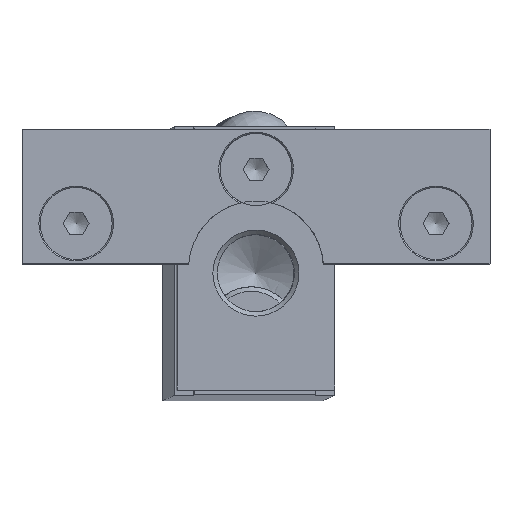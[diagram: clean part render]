
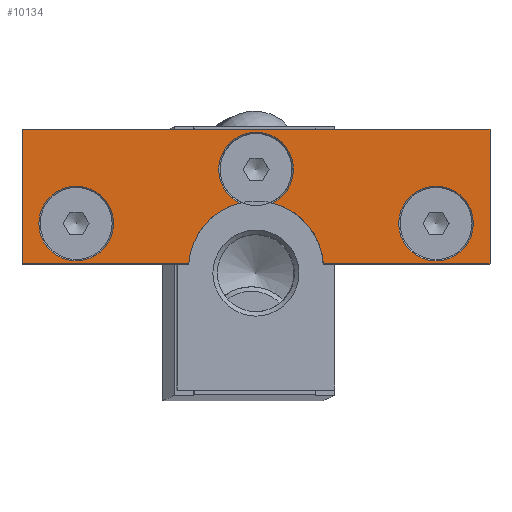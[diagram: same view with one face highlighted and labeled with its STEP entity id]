
A CAD part, top view. The second image highlights one B-rep face of the part: STEP entity #10134.
In plain terms, the highlighted planar face has unit normal (0.004, 0, 1).
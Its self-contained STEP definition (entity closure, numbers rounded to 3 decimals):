
#308=FACE_BOUND('',#2507,.T.);
#309=FACE_BOUND('',#2508,.T.);
#509=PLANE('',#11146);
#837=LINE('',#17304,#1295);
#838=LINE('',#17306,#1296);
#839=LINE('',#17308,#1297);
#840=LINE('',#17310,#1298);
#841=LINE('',#17311,#1299);
#1295=VECTOR('',#13382,10.);
#1296=VECTOR('',#13383,10.);
#1297=VECTOR('',#13384,10.);
#1298=VECTOR('',#13385,10.);
#1299=VECTOR('',#13386,10.);
#1972=FACE_OUTER_BOUND('',#2506,.T.);
#2506=EDGE_LOOP('',(#7591,#7592,#7593,#7594,#7595,#7596,#7597,#7598));
#2507=EDGE_LOOP('',(#7599));
#2508=EDGE_LOOP('',(#7600));
#3266=CIRCLE('',#11113,7.5);
#3268=CIRCLE('',#11115,7.5);
#3282=CIRCLE('',#11145,4.15);
#3283=CIRCLE('',#11147,4.15);
#3284=CIRCLE('',#11148,4.15);
#4242=VERTEX_POINT('',#17169);
#4243=VERTEX_POINT('',#17174);
#4246=VERTEX_POINT('',#17180);
#4247=VERTEX_POINT('',#17182);
#4283=VERTEX_POINT('',#17298);
#4284=VERTEX_POINT('',#17303);
#4285=VERTEX_POINT('',#17305);
#4286=VERTEX_POINT('',#17307);
#4287=VERTEX_POINT('',#17309);
#4288=VERTEX_POINT('',#17312);
#5501=EDGE_CURVE('',#4243,#4242,#3266,.T.);
#5505=EDGE_CURVE('',#4247,#4246,#3268,.T.);
#5552=EDGE_CURVE('',#4283,#4283,#3282,.T.);
#5554=EDGE_CURVE('',#4247,#4242,#3283,.T.);
#5555=EDGE_CURVE('',#4246,#4284,#837,.T.);
#5556=EDGE_CURVE('',#4284,#4285,#838,.T.);
#5557=EDGE_CURVE('',#4285,#4286,#839,.T.);
#5558=EDGE_CURVE('',#4286,#4287,#840,.T.);
#5559=EDGE_CURVE('',#4287,#4243,#841,.T.);
#5560=EDGE_CURVE('',#4288,#4288,#3284,.T.);
#7591=ORIENTED_EDGE('',*,*,#5554,.F.);
#7592=ORIENTED_EDGE('',*,*,#5505,.T.);
#7593=ORIENTED_EDGE('',*,*,#5555,.T.);
#7594=ORIENTED_EDGE('',*,*,#5556,.T.);
#7595=ORIENTED_EDGE('',*,*,#5557,.T.);
#7596=ORIENTED_EDGE('',*,*,#5558,.T.);
#7597=ORIENTED_EDGE('',*,*,#5559,.T.);
#7598=ORIENTED_EDGE('',*,*,#5501,.T.);
#7599=ORIENTED_EDGE('',*,*,#5560,.F.);
#7600=ORIENTED_EDGE('',*,*,#5552,.F.);
#10134=ADVANCED_FACE('',(#1972,#308,#309),#509,.T.);
#11113=AXIS2_PLACEMENT_3D('',#17175,#13284,#13285);
#11115=AXIS2_PLACEMENT_3D('',#17183,#13290,#13291);
#11145=AXIS2_PLACEMENT_3D('',#17299,#13375,#13376);
#11146=AXIS2_PLACEMENT_3D('',#17301,#13378,#13379);
#11147=AXIS2_PLACEMENT_3D('',#17302,#13380,#13381);
#11148=AXIS2_PLACEMENT_3D('',#17313,#13387,#13388);
#13284=DIRECTION('center_axis',(-0.004,0.,
-1.));
#13285=DIRECTION('ref_axis',(0.998,0.067,-0.004));
#13290=DIRECTION('center_axis',(-0.004,0.,
-1.));
#13291=DIRECTION('ref_axis',(0.998,0.067,-0.004));
#13375=DIRECTION('center_axis',(0.004,0.,
1.));
#13376=DIRECTION('ref_axis',(-1.,0.,0.004));
#13378=DIRECTION('center_axis',(0.004,0.,
1.));
#13379=DIRECTION('ref_axis',(1.,0.,-0.004));
#13380=DIRECTION('center_axis',(0.004,0.,
1.));
#13381=DIRECTION('ref_axis',(-1.,0.,0.004));
#13382=DIRECTION('',(1.,0.,-0.004));
#13383=DIRECTION('',(0.,1.,0.));
#13384=DIRECTION('',(-1.,0.,0.004));
#13385=DIRECTION('',(0.,-1.,0.));
#13386=DIRECTION('',(1.,0.,-0.004));
#13387=DIRECTION('center_axis',(0.004,0.,
1.));
#13388=DIRECTION('ref_axis',(-1.,0.,0.004));
#17169=CARTESIAN_POINT('',(-27.132,14.87,110.578));
#17174=CARTESIAN_POINT('',(-32.788,8.096,110.599));
#17175=CARTESIAN_POINT('Origin',(-25.304,7.596,110.571));
#17180=CARTESIAN_POINT('',(-17.821,8.096,110.542));
#17182=CARTESIAN_POINT('',(-23.477,14.87,110.564));
#17183=CARTESIAN_POINT('Origin',(-25.304,7.596,110.571));
#17298=CARTESIAN_POINT('',(-1.154,12.596,110.479));
#17299=CARTESIAN_POINT('Origin',(-5.304,12.596,110.495));
#17301=CARTESIAN_POINT('Origin',(-25.304,16.045,110.571));
#17302=CARTESIAN_POINT('Origin',(-25.304,18.596,110.571));
#17303=CARTESIAN_POINT('',(0.696,8.096,110.472));
#17304=CARTESIAN_POINT('',(0.696,8.096,110.472));
#17305=CARTESIAN_POINT('',(0.696,23.096,110.472));
#17306=CARTESIAN_POINT('',(0.696,23.096,110.472));
#17307=CARTESIAN_POINT('',(-51.304,23.096,110.669));
#17308=CARTESIAN_POINT('',(-51.304,23.096,110.669));
#17309=CARTESIAN_POINT('',(-51.304,8.096,110.669));
#17310=CARTESIAN_POINT('',(-51.304,8.096,110.669));
#17311=CARTESIAN_POINT('',(-32.788,8.096,110.599));
#17312=CARTESIAN_POINT('',(-41.154,12.596,110.631));
#17313=CARTESIAN_POINT('Origin',(-45.304,12.596,110.646));
